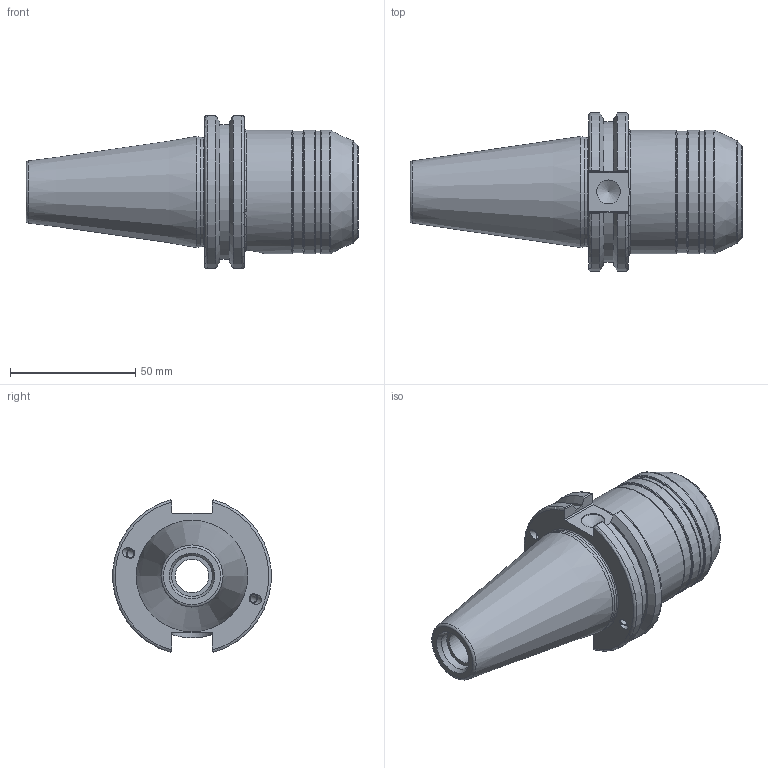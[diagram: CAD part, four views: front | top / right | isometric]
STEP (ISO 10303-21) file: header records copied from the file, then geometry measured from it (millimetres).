
FILE_DESCRIPTION(/* description */ (''),/* implementation_level */ '2;1');
FILE_NAME(/* name */ 'WK102SNR.stp',/* time_stamp */ '2024-12-31T09:00:12+09:00',/* author */ ('YSH'),/* organization */ (''),/* preprocessor_version */ 'ST-DEVELOPER v20',/* originating_system */ 'Autodesk Inventor 2025',/* authorisation */ '');
FILE_SCHEMA (('AUTOMOTIVE_DESIGN { 1 0 10303 214 3 1 1 }'));
Length unit declared in the file: millimetre
Products named in the file (1): LO-CAT40ADB-HC20S-64.5
Bounding box: 132.75 x 63.26 x 61.09 mm (x, y, z)
Volume: 166753.5 mm3; surface area: 30429.1 mm2
Topology: 1 solids, 1 shells, 106 faces, 291 edges, 189 vertices
Faces by surface type: plane 34, cylinder 31, torus 20, cone 17, bspline 4
Full cylindrical faces by diameter (mm): 3.242 x8, 4 x4, 9.525 x1, 13.386 x1, 13.835 x1, 16.3 x1, 20 x1, 20.4 x1, 43.6 x1, 48.5 x2, 49.5 x3
Entity records: 3870 total; most frequent: CARTESIAN_POINT 1104, DIRECTION 597, ORIENTED_EDGE 576, EDGE_CURVE 288, AXIS2_PLACEMENT_3D 254, VERTEX_POINT 189, CIRCLE 123, EDGE_LOOP 121
